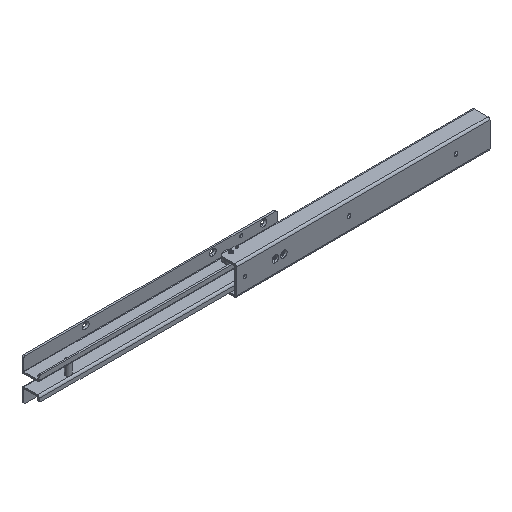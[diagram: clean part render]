
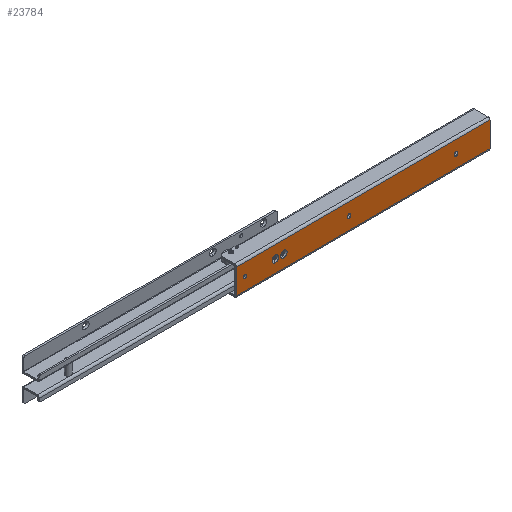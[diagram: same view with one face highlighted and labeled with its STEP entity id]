
A CAD part, isometric view. The second image highlights one B-rep face of the part: STEP entity #23784.
In plain terms, the highlighted face is planar.
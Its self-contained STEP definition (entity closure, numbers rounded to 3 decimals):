
#293 = AXIS2_PLACEMENT_3D ( 'NONE', #3090, #17979, #19585 ) ;
#326 = VERTEX_POINT ( 'NONE', #19037 ) ;
#600 = CIRCLE ( 'NONE', #1000, 3.15 ) ;
#812 = ORIENTED_EDGE ( 'NONE', *, *, #22451, .F. ) ;
#1000 = AXIS2_PLACEMENT_3D ( 'NONE', #22828, #9414, #22953 ) ;
#1154 = DIRECTION ( 'NONE',  ( 0., 0., -1. ) ) ;
#1357 = ORIENTED_EDGE ( 'NONE', *, *, #12395, .T. ) ;
#1550 = VECTOR ( 'NONE', #16646, 1000. ) ;
#1554 = DIRECTION ( 'NONE',  ( 0., -1., 0. ) ) ;
#1808 = EDGE_LOOP ( 'NONE', ( #13326, #24356 ) ) ;
#2180 = FACE_BOUND ( 'NONE', #10072, .T. ) ;
#2281 = ORIENTED_EDGE ( 'NONE', *, *, #19856, .T. ) ;
#2318 = AXIS2_PLACEMENT_3D ( 'NONE', #17086, #5780, #7632 ) ;
#2913 = DIRECTION ( 'NONE',  ( 0., 1., 0. ) ) ;
#3049 = CARTESIAN_POINT ( 'NONE',  ( 381., 0., 0. ) ) ;
#3090 = CARTESIAN_POINT ( 'NONE',  ( 366., 0., 0. ) ) ;
#3247 = CARTESIAN_POINT ( 'NONE',  ( 450., 0., 22. ) ) ;
#3469 = VERTEX_POINT ( 'NONE', #5574 ) ;
#3481 = CARTESIAN_POINT ( 'NONE',  ( 0., 0., 58. ) ) ;
#3540 = VECTOR ( 'NONE', #10787, 1000. ) ;
#4047 = EDGE_CURVE ( 'NONE', #7151, #24063, #18268, .T. ) ;
#4059 = CARTESIAN_POINT ( 'NONE',  ( 381., 0., -5.75 ) ) ;
#4263 = AXIS2_PLACEMENT_3D ( 'NONE', #4585, #19952, #15881 ) ;
#4395 = VERTEX_POINT ( 'NONE', #22074 ) ;
#4585 = CARTESIAN_POINT ( 'NONE',  ( 250., 0., 0. ) ) ;
#5044 = CARTESIAN_POINT ( 'NONE',  ( 435., 0., 0. ) ) ;
#5156 = DIRECTION ( 'NONE',  ( 0., 0., -1. ) ) ;
#5340 = CIRCLE ( 'NONE', #16044, 5.75 ) ;
#5359 = CIRCLE ( 'NONE', #10879, 3.1 ) ;
#5538 = ORIENTED_EDGE ( 'NONE', *, *, #10611, .F. ) ;
#5574 = CARTESIAN_POINT ( 'NONE',  ( 366., 0., 5.75 ) ) ;
#5780 = DIRECTION ( 'NONE',  ( 0., 1., 0. ) ) ;
#5902 = CARTESIAN_POINT ( 'NONE',  ( 435., 0., 0. ) ) ;
#5960 = ORIENTED_EDGE ( 'NONE', *, *, #13968, .F. ) ;
#6007 = CARTESIAN_POINT ( 'NONE',  ( 250., 0., 3.15 ) ) ;
#6750 = CARTESIAN_POINT ( 'NONE',  ( 60., 0., -3.15 ) ) ;
#7029 = VERTEX_POINT ( 'NONE', #23272 ) ;
#7151 = VERTEX_POINT ( 'NONE', #12945 ) ;
#7523 = CARTESIAN_POINT ( 'NONE',  ( 381., 0., 5.75 ) ) ;
#7632 = DIRECTION ( 'NONE',  ( 0., 0., 1. ) ) ;
#7685 = EDGE_CURVE ( 'NONE', #17725, #7151, #22100, .T. ) ;
#8642 = CIRCLE ( 'NONE', #2318, 3.15 ) ;
#8959 = CARTESIAN_POINT ( 'NONE',  ( 366., 0., -5.75 ) ) ;
#9099 = ORIENTED_EDGE ( 'NONE', *, *, #16602, .F. ) ;
#9113 = EDGE_CURVE ( 'NONE', #3469, #16213, #5340, .T. ) ;
#9333 = CIRCLE ( 'NONE', #23219, 5.75 ) ;
#9414 = DIRECTION ( 'NONE',  ( 0., 1., 0. ) ) ;
#9743 = FACE_OUTER_BOUND ( 'NONE', #12710, .T. ) ;
#9929 = EDGE_LOOP ( 'NONE', ( #812, #13604 ) ) ;
#10069 = VERTEX_POINT ( 'NONE', #4059 ) ;
#10072 = EDGE_LOOP ( 'NONE', ( #5538, #14595 ) ) ;
#10406 = VECTOR ( 'NONE', #1154, 1000. ) ;
#10461 = DIRECTION ( 'NONE',  ( 0., 0., 1. ) ) ;
#10611 = EDGE_CURVE ( 'NONE', #20460, #4395, #5359, .T. ) ;
#10720 = CARTESIAN_POINT ( 'NONE',  ( 381., 0., 0. ) ) ;
#10787 = DIRECTION ( 'NONE',  ( 1., 0., 0. ) ) ;
#10829 = DIRECTION ( 'NONE',  ( 0., 0., -1. ) ) ;
#10879 = AXIS2_PLACEMENT_3D ( 'NONE', #5902, #13470, #10970 ) ;
#10929 = AXIS2_PLACEMENT_3D ( 'NONE', #12336, #2913, #10461 ) ;
#10970 = DIRECTION ( 'NONE',  ( 0., 0., 1. ) ) ;
#11601 = FACE_BOUND ( 'NONE', #23960, .T. ) ;
#12331 = DIRECTION ( 'NONE',  ( 0., 0., -1. ) ) ;
#12336 = CARTESIAN_POINT ( 'NONE',  ( 60., 0., 0. ) ) ;
#12395 = EDGE_CURVE ( 'NONE', #7029, #17725, #20471, .T. ) ;
#12480 = DIRECTION ( 'NONE',  ( 0., 0., 1. ) ) ;
#12710 = EDGE_LOOP ( 'NONE', ( #13746, #13247, #1357, #17385 ) ) ;
#12901 = VERTEX_POINT ( 'NONE', #22414 ) ;
#12945 = CARTESIAN_POINT ( 'NONE',  ( 450., 0., 22. ) ) ;
#13247 = ORIENTED_EDGE ( 'NONE', *, *, #22346, .T. ) ;
#13326 = ORIENTED_EDGE ( 'NONE', *, *, #21194, .T. ) ;
#13423 = VERTEX_POINT ( 'NONE', #6750 ) ;
#13470 = DIRECTION ( 'NONE',  ( 0., 1., 0. ) ) ;
#13604 = ORIENTED_EDGE ( 'NONE', *, *, #20621, .F. ) ;
#13746 = ORIENTED_EDGE ( 'NONE', *, *, #4047, .T. ) ;
#13863 = DIRECTION ( 'NONE',  ( 0., -1., 0. ) ) ;
#13968 = EDGE_CURVE ( 'NONE', #326, #13423, #600, .T. ) ;
#14129 = CIRCLE ( 'NONE', #10929, 3.15 ) ;
#14198 = VECTOR ( 'NONE', #18821, 1000. ) ;
#14581 = AXIS2_PLACEMENT_3D ( 'NONE', #5044, #21904, #12480 ) ;
#14595 = ORIENTED_EDGE ( 'NONE', *, *, #22283, .F. ) ;
#14687 = EDGE_CURVE ( 'NONE', #10069, #22416, #9333, .T. ) ;
#14854 = EDGE_LOOP ( 'NONE', ( #20956, #2281 ) ) ;
#14979 = CIRCLE ( 'NONE', #16195, 5.75 ) ;
#15092 = CARTESIAN_POINT ( 'NONE',  ( 450., 0., -22. ) ) ;
#15103 = CARTESIAN_POINT ( 'NONE',  ( 0., 0., 22. ) ) ;
#15214 = FACE_BOUND ( 'NONE', #14854, .T. ) ;
#15881 = DIRECTION ( 'NONE',  ( 0., 0., 1. ) ) ;
#16044 = AXIS2_PLACEMENT_3D ( 'NONE', #21432, #13863, #23037 ) ;
#16070 = VERTEX_POINT ( 'NONE', #6007 ) ;
#16175 = CIRCLE ( 'NONE', #14581, 3.1 ) ;
#16195 = AXIS2_PLACEMENT_3D ( 'NONE', #10720, #18312, #5156 ) ;
#16213 = VERTEX_POINT ( 'NONE', #8959 ) ;
#16602 = EDGE_CURVE ( 'NONE', #13423, #326, #14129, .T. ) ;
#16628 = CARTESIAN_POINT ( 'NONE',  ( 450., 0., -22. ) ) ;
#16646 = DIRECTION ( 'NONE',  ( 0., 0., 1. ) ) ;
#17086 = CARTESIAN_POINT ( 'NONE',  ( 250., 0., 0. ) ) ;
#17335 = PLANE ( 'NONE',  #20329 ) ;
#17385 = ORIENTED_EDGE ( 'NONE', *, *, #7685, .T. ) ;
#17725 = VERTEX_POINT ( 'NONE', #15103 ) ;
#17979 = DIRECTION ( 'NONE',  ( 0., -1., 0. ) ) ;
#18268 = LINE ( 'NONE', #24195, #10406 ) ;
#18312 = DIRECTION ( 'NONE',  ( 0., -1., 0. ) ) ;
#18821 = DIRECTION ( 'NONE',  ( -1., 0., 0. ) ) ;
#18946 = LINE ( 'NONE', #15092, #14198 ) ;
#19037 = CARTESIAN_POINT ( 'NONE',  ( 60., 0., 3.15 ) ) ;
#19182 = FACE_BOUND ( 'NONE', #9929, .T. ) ;
#19585 = DIRECTION ( 'NONE',  ( 0., 0., -1. ) ) ;
#19662 = DIRECTION ( 'NONE',  ( 0., -1., 0. ) ) ;
#19856 = EDGE_CURVE ( 'NONE', #16213, #3469, #23654, .T. ) ;
#19952 = DIRECTION ( 'NONE',  ( 0., 1., 0. ) ) ;
#20108 = CIRCLE ( 'NONE', #4263, 3.15 ) ;
#20329 = AXIS2_PLACEMENT_3D ( 'NONE', #21418, #19662, #12331 ) ;
#20460 = VERTEX_POINT ( 'NONE', #20713 ) ;
#20471 = LINE ( 'NONE', #3481, #1550 ) ;
#20621 = EDGE_CURVE ( 'NONE', #12901, #16070, #20108, .T. ) ;
#20713 = CARTESIAN_POINT ( 'NONE',  ( 435., 0., 3.1 ) ) ;
#20956 = ORIENTED_EDGE ( 'NONE', *, *, #9113, .T. ) ;
#21194 = EDGE_CURVE ( 'NONE', #22416, #10069, #14979, .T. ) ;
#21418 = CARTESIAN_POINT ( 'NONE',  ( 450., 0., -58. ) ) ;
#21432 = CARTESIAN_POINT ( 'NONE',  ( 366., 0., 0. ) ) ;
#21904 = DIRECTION ( 'NONE',  ( 0., 1., 0. ) ) ;
#22074 = CARTESIAN_POINT ( 'NONE',  ( 435., 0., -3.1 ) ) ;
#22100 = LINE ( 'NONE', #3247, #3540 ) ;
#22283 = EDGE_CURVE ( 'NONE', #4395, #20460, #16175, .T. ) ;
#22346 = EDGE_CURVE ( 'NONE', #24063, #7029, #18946, .T. ) ;
#22414 = CARTESIAN_POINT ( 'NONE',  ( 250., 0., -3.15 ) ) ;
#22416 = VERTEX_POINT ( 'NONE', #7523 ) ;
#22451 = EDGE_CURVE ( 'NONE', #16070, #12901, #8642, .T. ) ;
#22784 = FACE_BOUND ( 'NONE', #1808, .T. ) ;
#22828 = CARTESIAN_POINT ( 'NONE',  ( 60., 0., 0. ) ) ;
#22953 = DIRECTION ( 'NONE',  ( 0., 0., 1. ) ) ;
#23037 = DIRECTION ( 'NONE',  ( 0., 0., -1. ) ) ;
#23219 = AXIS2_PLACEMENT_3D ( 'NONE', #3049, #1554, #10829 ) ;
#23272 = CARTESIAN_POINT ( 'NONE',  ( 0., 0., -22. ) ) ;
#23654 = CIRCLE ( 'NONE', #293, 5.75 ) ;
#23784 = ADVANCED_FACE ( 'NONE', ( #15214, #22784, #11601, #19182, #2180, #9743 ), #17335, .F. ) ;
#23960 = EDGE_LOOP ( 'NONE', ( #5960, #9099 ) ) ;
#24063 = VERTEX_POINT ( 'NONE', #16628 ) ;
#24195 = CARTESIAN_POINT ( 'NONE',  ( 450., 0., 58. ) ) ;
#24356 = ORIENTED_EDGE ( 'NONE', *, *, #14687, .T. ) ;
